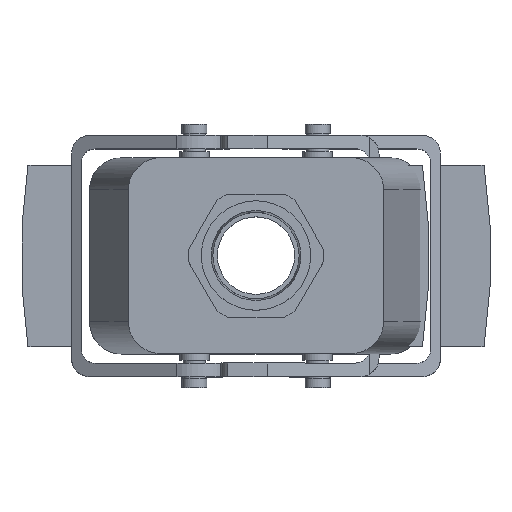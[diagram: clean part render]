
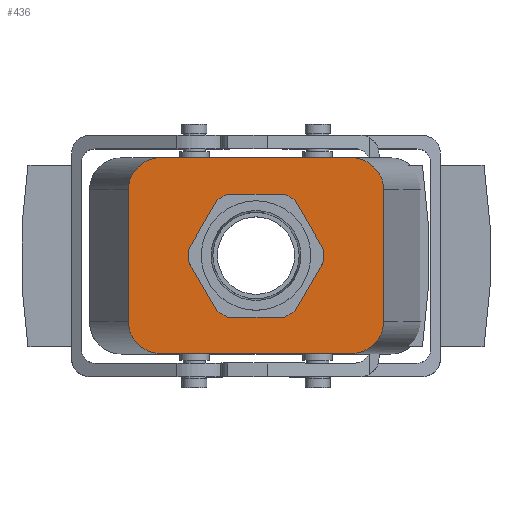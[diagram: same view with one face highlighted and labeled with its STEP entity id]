
A CAD part, top view. The second image highlights one B-rep face of the part: STEP entity #436.
In plain terms, the highlighted planar face has unit normal (0, 0, 1).
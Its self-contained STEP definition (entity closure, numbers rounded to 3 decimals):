
#436 = ADVANCED_FACE( '', ( #1042, #1043 ), #1044, .T. );
#1042 = FACE_BOUND( '', #1850, .T. );
#1043 = FACE_OUTER_BOUND( '', #1851, .T. );
#1044 = PLANE( '', #1852 );
#1850 = EDGE_LOOP( '', ( #3036 ) );
#1851 = EDGE_LOOP( '', ( #3037, #3038, #3039, #3040, #3041, #3042, #3043, #3044 ) );
#1852 = AXIS2_PLACEMENT_3D( '', #3045, #3046, #3047 );
#3036 = ORIENTED_EDGE( '', *, *, #5000, .F. );
#3037 = ORIENTED_EDGE( '', *, *, #5001, .T. );
#3038 = ORIENTED_EDGE( '', *, *, #5002, .T. );
#3039 = ORIENTED_EDGE( '', *, *, #5003, .F. );
#3040 = ORIENTED_EDGE( '', *, *, #4662, .F. );
#3041 = ORIENTED_EDGE( '', *, *, #5004, .T. );
#3042 = ORIENTED_EDGE( '', *, *, #4870, .F. );
#3043 = ORIENTED_EDGE( '', *, *, #4761, .F. );
#3044 = ORIENTED_EDGE( '', *, *, #4680, .T. );
#3045 = CARTESIAN_POINT( '', ( -28., 0., 52.3 ) );
#3046 = DIRECTION( '', ( 0., 0., 1. ) );
#3047 = DIRECTION( '', ( 1., 0., 0. ) );
#4662 = EDGE_CURVE( '', #5503, #5499, #5505, .T. );
#4680 = EDGE_CURVE( '', #5536, #5534, #5537, .T. );
#4761 = EDGE_CURVE( '', #5536, #5668, #5681, .T. );
#4870 = EDGE_CURVE( '', #5668, #5864, #5865, .T. );
#5000 = EDGE_CURVE( '', #6068, #6068, #6069, .T. );
#5001 = EDGE_CURVE( '', #5534, #6070, #6071, .T. );
#5002 = EDGE_CURVE( '', #6070, #6072, #6073, .T. );
#5003 = EDGE_CURVE( '', #5499, #6072, #6074, .T. );
#5004 = EDGE_CURVE( '', #5503, #5864, #6075, .T. );
#5499 = VERTEX_POINT( '', #6731 );
#5503 = VERTEX_POINT( '', #6737 );
#5505 = LINE( '', #6740, #6741 );
#5534 = VERTEX_POINT( '', #6777 );
#5536 = VERTEX_POINT( '', #6780 );
#5537 = LINE( '', #6781, #6782 );
#5668 = VERTEX_POINT( '', #6962 );
#5681 = ELLIPSE( '', #6981, 7.238, 7. );
#5864 = VERTEX_POINT( '', #7240 );
#5865 = LINE( '', #7241, #7242 );
#6068 = VERTEX_POINT( '', #7509 );
#6069 = CIRCLE( '', #7510, 13. );
#6070 = VERTEX_POINT( '', #7511 );
#6071 = ELLIPSE( '', #7512, 7.238, 7. );
#6072 = VERTEX_POINT( '', #7513 );
#6073 = LINE( '', #7514, #7515 );
#6074 = ELLIPSE( '', #7516, 7.238, 7. );
#6075 = ELLIPSE( '', #7517, 7.238, 7. );
#6731 = CARTESIAN_POINT( '', ( 28., -14.5, 52.3 ) );
#6737 = CARTESIAN_POINT( '', ( 28., 14.5, 52.3 ) );
#6740 = CARTESIAN_POINT( '', ( 28., 0., 52.3 ) );
#6741 = VECTOR( '', #8554, 1000. );
#6777 = CARTESIAN_POINT( '', ( -28., -14.5, 52.3 ) );
#6780 = CARTESIAN_POINT( '', ( -28., 14.5, 52.3 ) );
#6781 = CARTESIAN_POINT( '', ( -28., 0., 52.3 ) );
#6782 = VECTOR( '', #8578, 1000. );
#6962 = CARTESIAN_POINT( '', ( -20.762, 21.5, 52.3 ) );
#6981 = AXIS2_PLACEMENT_3D( '', #8679, #8680, #8681 );
#7240 = CARTESIAN_POINT( '', ( 20.762, 21.5, 52.3 ) );
#7241 = CARTESIAN_POINT( '', ( -28., 21.5, 52.3 ) );
#7242 = VECTOR( '', #8786, 1000. );
#7509 = CARTESIAN_POINT( '', ( 13., 0., 52.3 ) );
#7510 = AXIS2_PLACEMENT_3D( '', #8948, #8949, #8950 );
#7511 = CARTESIAN_POINT( '', ( -20.762, -21.5, 52.3 ) );
#7512 = AXIS2_PLACEMENT_3D( '', #8951, #8952, #8953 );
#7513 = CARTESIAN_POINT( '', ( 20.762, -21.5, 52.3 ) );
#7514 = CARTESIAN_POINT( '', ( -28., -21.5, 52.3 ) );
#7515 = VECTOR( '', #8954, 1000. );
#7516 = AXIS2_PLACEMENT_3D( '', #8955, #8956, #8957 );
#7517 = AXIS2_PLACEMENT_3D( '', #8958, #8959, #8960 );
#8554 = DIRECTION( '', ( 0., -1., 0. ) );
#8578 = DIRECTION( '', ( 0., -1., 0. ) );
#8679 = CARTESIAN_POINT( '', ( -20.762, 14.5, 52.3 ) );
#8680 = DIRECTION( '', ( 0., 0., -1. ) );
#8681 = DIRECTION( '', ( -1., 0., 0. ) );
#8786 = DIRECTION( '', ( 1., 0., 0. ) );
#8948 = CARTESIAN_POINT( '', ( 0., 0., 52.3 ) );
#8949 = DIRECTION( '', ( 0., 0., 1. ) );
#8950 = DIRECTION( '', ( 1., 0., 0. ) );
#8951 = CARTESIAN_POINT( '', ( -20.762, -14.5, 52.3 ) );
#8952 = DIRECTION( '', ( 0., 0., 1. ) );
#8953 = DIRECTION( '', ( -1., 0., 0. ) );
#8954 = DIRECTION( '', ( 1., 0., 0. ) );
#8955 = CARTESIAN_POINT( '', ( 20.762, -14.5, 52.3 ) );
#8956 = DIRECTION( '', ( 0., 0., -1. ) );
#8957 = DIRECTION( '', ( 1., 0., 0. ) );
#8958 = CARTESIAN_POINT( '', ( 20.762, 14.5, 52.3 ) );
#8959 = DIRECTION( '', ( 0., 0., 1. ) );
#8960 = DIRECTION( '', ( 1., 0., 0. ) );
